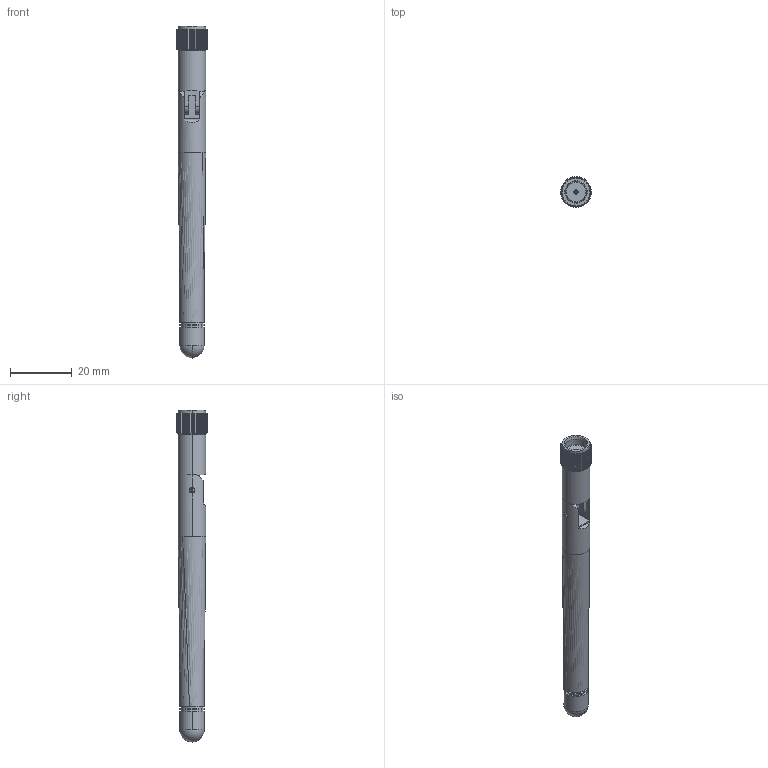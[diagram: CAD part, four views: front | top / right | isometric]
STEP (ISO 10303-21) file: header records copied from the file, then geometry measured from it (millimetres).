
FILE_DESCRIPTION (( 'STEP AP214' ), '1' );
FILE_NAME ('2.4 GHz Antenna.STEP', '2013-08-12T23:56:28', ( '' ), ( '' ), 'SwSTEP 2.0', 'SolidWorks 2013', '' );
FILE_SCHEMA (( 'AUTOMOTIVE_DESIGN' ));
Length unit declared in the file: millimetre
Products named in the file (3): 2.4 GHz Antenna Top; 2.4 GHz Antenna Base; 2.4 GHz Antenna
Assembly tree (2 placements, depth 2):
  2.4 GHz Antenna
    2.4 GHz Antenna Base
    2.4 GHz Antenna Top
Bounding box: 10 x 9.99 x 107.5 mm (x, y, z)
Volume: 5848.8 mm3; surface area: 3630 mm2
Topology: 2 solids, 2 shells, 270 faces, 745 edges, 491 vertices
Faces by surface type: plane 147, cylinder 99, torus 10, cone 6, bspline 6, sphere 2
Entity records: 9389 total; most frequent: CARTESIAN_POINT 2610, ORIENTED_EDGE 1486, DIRECTION 1253, EDGE_CURVE 743, AXIS2_PLACEMENT_3D 498, VERTEX_POINT 491, EDGE_LOOP 288, ADVANCED_FACE 270
